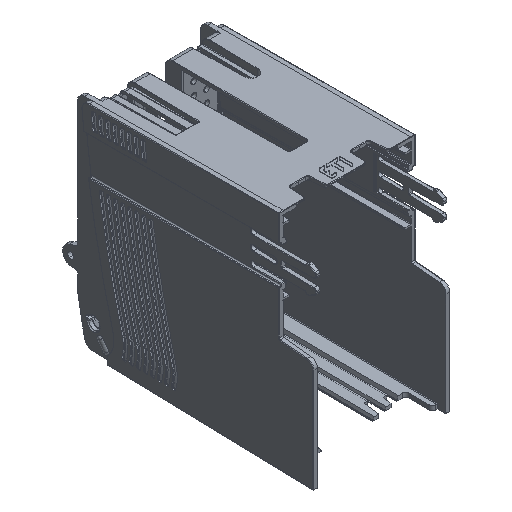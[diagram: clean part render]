
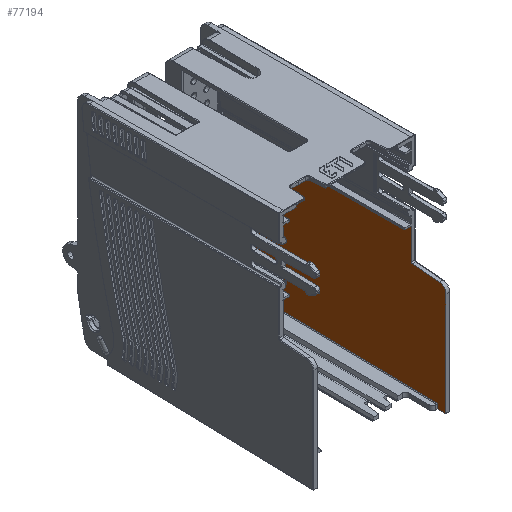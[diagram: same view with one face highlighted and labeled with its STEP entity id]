
A CAD part, isometric view. The second image highlights one B-rep face of the part: STEP entity #77194.
In plain terms, the highlighted planar face has unit normal (-1, -0.009, 0).
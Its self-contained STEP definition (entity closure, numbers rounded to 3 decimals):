
#24575=DIRECTION('',(0.,0.,1.));
#24576=VECTOR('',#24575,12.942);
#24577=CARTESIAN_POINT('',(30.348,-87.5,
-1.845));
#24578=LINE('',#24577,#24576);
#24663=CARTESIAN_POINT('',(29.747,-18.649,
-34.74));
#24664=CARTESIAN_POINT('',(29.736,-17.347,
-29.74));
#24665=CARTESIAN_POINT('',(29.714,-14.91,
-19.703));
#24666=CARTESIAN_POINT('',(29.687,-11.756,
-4.527));
#24667=CARTESIAN_POINT('',(29.671,-9.992,
5.65));
#24668=CARTESIAN_POINT('',(29.664,-9.194,
10.755));
#24673=DIRECTION('',(0.009,-1.,0.004));
#24674=VECTOR('',#24673,78.31);
#24675=CARTESIAN_POINT('',(29.664,-9.194,
10.755));
#24676=LINE('',#24675,#24674);
#24680=DIRECTION('',(0.009,-0.996,-0.087));
#24681=VECTOR('',#24680,11.549);
#24682=CARTESIAN_POINT('',(30.352,-87.956,
-2.343));
#24683=LINE('',#24682,#24681);
#24687=CARTESIAN_POINT('',(30.452,-99.461,
-3.35));
#24688=CARTESIAN_POINT('',(30.456,-99.918,
-3.39));
#24689=CARTESIAN_POINT('',(30.462,-100.644,
-3.641));
#24690=CARTESIAN_POINT('',(30.47,-101.454,
-4.273));
#24691=CARTESIAN_POINT('',(30.474,-102.013,
-5.135));
#24692=CARTESIAN_POINT('',(30.476,-102.2,
-5.88));
#24693=CARTESIAN_POINT('',(30.476,-102.2,
-6.339));
#24698=DIRECTION('',(0.,0.,-1.));
#24699=VECTOR('',#24698,43.954);
#24700=CARTESIAN_POINT('',(30.476,-102.2,
-6.339));
#24701=LINE('',#24700,#24699);
#24705=CARTESIAN_POINT('',(30.476,-102.2,
-50.292));
#24706=CARTESIAN_POINT('',(30.476,-102.2,
-50.331));
#24707=CARTESIAN_POINT('',(30.476,-102.181,
-50.398));
#24708=CARTESIAN_POINT('',(30.475,-102.101,
-50.476));
#24709=CARTESIAN_POINT('',(30.475,-102.033,
-50.493));
#24710=CARTESIAN_POINT('',(30.474,-101.995,
-50.492));
#24715=DIRECTION('',(-0.009,1.,0.026));
#24716=VECTOR('',#24715,3.395);
#24717=CARTESIAN_POINT('',(30.474,-101.995,
-50.492));
#24718=LINE('',#24717,#24716);
#24722=DIRECTION('',(-0.009,1.,0.026));
#24723=VECTOR('',#24722,82.184);
#24724=CARTESIAN_POINT('',(30.445,-98.601,
-48.409));
#24725=LINE('',#24724,#24723);
#24729=CARTESIAN_POINT('',(29.64,-6.698,
-37.853));
#24730=DIRECTION('',(-1.,-0.009,0.));
#24731=DIRECTION('',(0.007,-0.789,-0.614));
#24732=AXIS2_PLACEMENT_3D('',#24729,#24730,#24731);
#25101=DIRECTION('',(0.,0.,-1.));
#25102=VECTOR('',#25101,0.824);
#25103=CARTESIAN_POINT('',(29.728,-16.448,
-45.434));
#25104=LINE('',#25103,#25102);
#25158=DIRECTION('',(0.,0.,-1.));
#25159=VECTOR('',#25158,1.995);
#25160=CARTESIAN_POINT('',(30.445,-98.601,
-48.409));
#25161=LINE('',#25160,#25159);
#32359=CARTESIAN_POINT('',(30.352,-87.956,
-2.343));
#32360=CARTESIAN_POINT('',(30.35,-87.804,
-2.33));
#32361=CARTESIAN_POINT('',(30.349,-87.611,
-2.202));
#32362=CARTESIAN_POINT('',(30.348,-87.5,
-1.998));
#32363=CARTESIAN_POINT('',(30.348,-87.5,
-1.845));
#43721=CARTESIAN_POINT('',(30.474,-101.995,
-50.492));
#43722=VERTEX_POINT('',#43721);
#43723=VERTEX_POINT('',#24705);
#43726=CARTESIAN_POINT('',(30.445,-98.601,
-50.404));
#43727=VERTEX_POINT('',#43726);
#44948=CARTESIAN_POINT('',(30.348,-87.5,
-1.845));
#44949=CARTESIAN_POINT('',(30.348,-87.5,
11.097));
#44950=VERTEX_POINT('',#44948);
#44951=VERTEX_POINT('',#44949);
#44962=VERTEX_POINT('',#24663);
#44963=VERTEX_POINT('',#24668);
#44964=VERTEX_POINT('',#32359);
#44965=CARTESIAN_POINT('',(30.452,-99.461,
-3.35));
#44966=VERTEX_POINT('',#44965);
#44967=VERTEX_POINT('',#24693);
#44968=CARTESIAN_POINT('',(30.445,-98.601,
-48.409));
#44969=VERTEX_POINT('',#44968);
#44970=CARTESIAN_POINT('',(29.728,-16.448,
-46.257));
#44971=VERTEX_POINT('',#44970);
#44972=CARTESIAN_POINT('',(29.728,-16.448,
-45.434));
#44973=VERTEX_POINT('',#44972);
#77164=CARTESIAN_POINT('',(30.348,-87.5,
-2.303));
#77165=DIRECTION('',(-1.,-0.009,
0.));
#77166=DIRECTION('',(0.,0.,1.));
#77167=AXIS2_PLACEMENT_3D('',#77164,#77165,#77166);
#77168=PLANE('',#77167);
#77170=ORIENTED_EDGE('',*,*,#77169,.T.);
#77172=ORIENTED_EDGE('',*,*,#77171,.T.);
#77173=ORIENTED_EDGE('',*,*,#77119,.F.);
#77175=ORIENTED_EDGE('',*,*,#77174,.F.);
#77177=ORIENTED_EDGE('',*,*,#77176,.T.);
#77179=ORIENTED_EDGE('',*,*,#77178,.T.);
#77181=ORIENTED_EDGE('',*,*,#77180,.T.);
#77182=ORIENTED_EDGE('',*,*,#63054,.T.);
#77183=ORIENTED_EDGE('',*,*,#63082,.T.);
#77185=ORIENTED_EDGE('',*,*,#77184,.F.);
#77187=ORIENTED_EDGE('',*,*,#77186,.T.);
#77189=ORIENTED_EDGE('',*,*,#77188,.F.);
#77191=ORIENTED_EDGE('',*,*,#77190,.T.);
#77192=EDGE_LOOP('',(#77170,#77172,#77173,#77175,#77177,#77179,#77181,#77182,
#77183,#77185,#77187,#77189,#77191));
#77193=FACE_OUTER_BOUND('',#77192,.F.);
#24669=B_SPLINE_CURVE_WITH_KNOTS('',3,(#24663,#24664,#24665,#24666,#24667,
#24668),.UNSPECIFIED.,.F.,.F.,(4,1,1,4),(0.,0.333,
0.667,1.),.UNSPECIFIED.);
#24694=B_SPLINE_CURVE_WITH_KNOTS('',3,(#24687,#24688,#24689,#24690,#24691,
#24692,#24693),.UNSPECIFIED.,.F.,.F.,(4,1,1,1,4),(0.,0.25,0.5,0.75,
1.),.UNSPECIFIED.);
#24711=B_SPLINE_CURVE_WITH_KNOTS('',3,(#24705,#24706,#24707,#24708,#24709,
#24710),.UNSPECIFIED.,.F.,.F.,(4,1,1,4),(0.,0.333,
0.667,1.),.UNSPECIFIED.);
#24733=CIRCLE('',#24732,12.351);
#32364=B_SPLINE_CURVE_WITH_KNOTS('',3,(#32359,#32360,#32361,#32362,#32363),
.UNSPECIFIED.,.F.,.F.,(4,1,4),(0.,0.5,1.),.UNSPECIFIED.);
#63054=EDGE_CURVE('',#43723,#43722,#24711,.T.);
#63082=EDGE_CURVE('',#43722,#43727,#24718,.T.);
#77119=EDGE_CURVE('',#44950,#44951,#24578,.T.);
#77169=EDGE_CURVE('',#44962,#44963,#24669,.T.);
#77171=EDGE_CURVE('',#44963,#44951,#24676,.T.);
#77174=EDGE_CURVE('',#44964,#44950,#32364,.T.);
#77176=EDGE_CURVE('',#44964,#44966,#24683,.T.);
#77178=EDGE_CURVE('',#44966,#44967,#24694,.T.);
#77180=EDGE_CURVE('',#44967,#43723,#24701,.T.);
#77184=EDGE_CURVE('',#44969,#43727,#25161,.T.);
#77186=EDGE_CURVE('',#44969,#44971,#24725,.T.);
#77188=EDGE_CURVE('',#44973,#44971,#25104,.T.);
#77190=EDGE_CURVE('',#44973,#44962,#24733,.T.);
#77194=ADVANCED_FACE('',(#77193),#77168,.T.);
